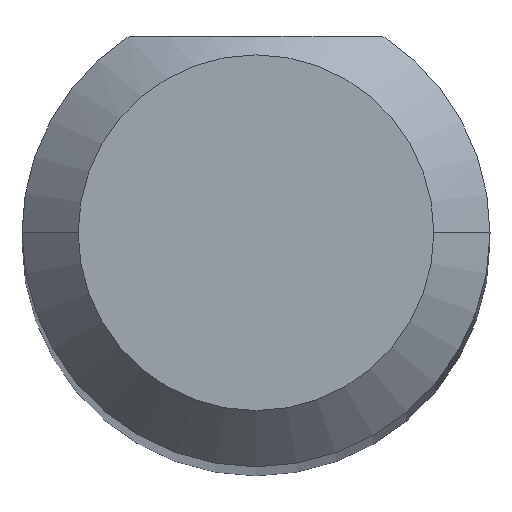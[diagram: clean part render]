
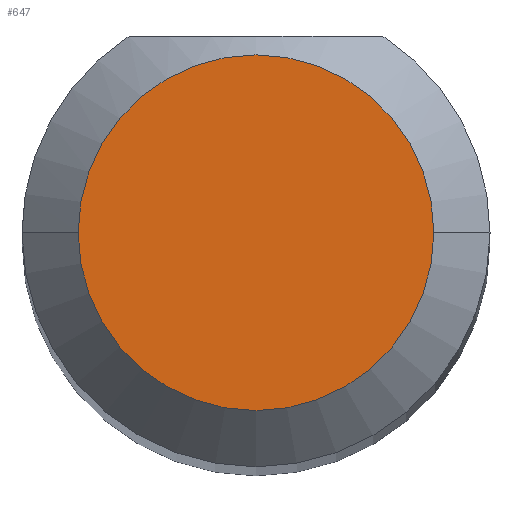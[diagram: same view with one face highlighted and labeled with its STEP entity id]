
A CAD part, top view. The second image highlights one B-rep face of the part: STEP entity #647.
In plain terms, the highlighted planar face has unit normal (0, 0, 1).
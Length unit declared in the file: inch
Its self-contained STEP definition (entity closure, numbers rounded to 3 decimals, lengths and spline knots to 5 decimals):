
#18 = VERTEX_POINT ( 'NONE', #240 ) ;
#25 = PLANE ( 'NONE',  #185 ) ;
#41 = AXIS2_PLACEMENT_3D ( 'NONE', #122, #115, #278 ) ;
#62 = ORIENTED_EDGE ( 'NONE', *, *, #559, .T. ) ;
#76 = FACE_OUTER_BOUND ( 'NONE', #531, .T. ) ;
#103 = DIRECTION ( 'NONE',  ( 1., 0., 0. ) ) ;
#115 = DIRECTION ( 'NONE',  ( 0., 0., 1. ) ) ;
#122 = CARTESIAN_POINT ( 'NONE',  ( 0., 0., 1.5 ) ) ;
#184 = CIRCLE ( 'NONE', #574, 0.0475 ) ;
#185 = AXIS2_PLACEMENT_3D ( 'NONE', #433, #444, #378 ) ;
#240 = CARTESIAN_POINT ( 'NONE',  ( 0.0475, 0., 1.5 ) ) ;
#252 = CARTESIAN_POINT ( 'NONE',  ( 0., 0., 1.5 ) ) ;
#278 = DIRECTION ( 'NONE',  ( 1., 0., 0. ) ) ;
#305 = EDGE_CURVE ( 'NONE', #18, #518, #345, .T. ) ;
#345 = CIRCLE ( 'NONE', #41, 0.0475 ) ;
#378 = DIRECTION ( 'NONE',  ( 1., 0., 0. ) ) ;
#411 = DIRECTION ( 'NONE',  ( 0., 0., 1. ) ) ;
#433 = CARTESIAN_POINT ( 'NONE',  ( 0., 0., 1.5 ) ) ;
#444 = DIRECTION ( 'NONE',  ( 0., 0., 1. ) ) ;
#518 = VERTEX_POINT ( 'NONE', #673 ) ;
#531 = EDGE_LOOP ( 'NONE', ( #62, #589 ) ) ;
#559 = EDGE_CURVE ( 'NONE', #518, #18, #184, .T. ) ;
#574 = AXIS2_PLACEMENT_3D ( 'NONE', #252, #411, #103 ) ;
#589 = ORIENTED_EDGE ( 'NONE', *, *, #305, .T. ) ;
#647 = ADVANCED_FACE ( 'NONE', ( #76 ), #25, .T. ) ;
#673 = CARTESIAN_POINT ( 'NONE',  ( -0.0475, 0., 1.5 ) ) ;
